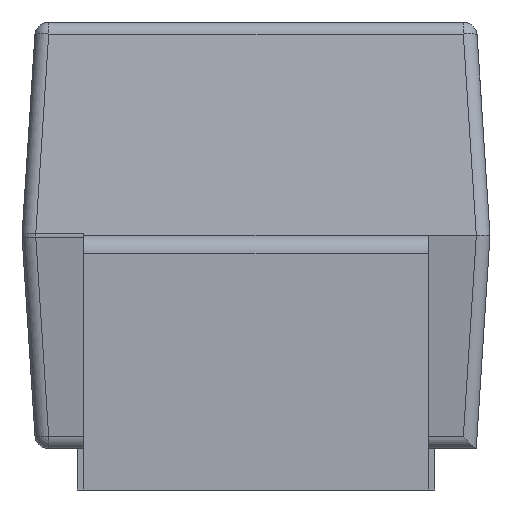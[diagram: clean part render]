
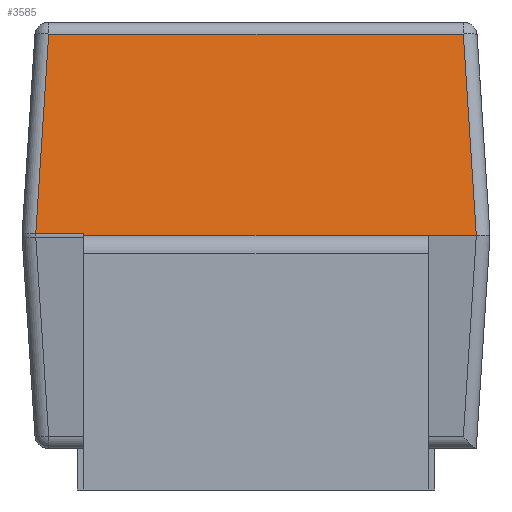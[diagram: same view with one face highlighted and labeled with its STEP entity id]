
A CAD part, front view. The second image highlights one B-rep face of the part: STEP entity #3585.
In plain terms, the highlighted planar face has unit normal (0, -0.992, 0.128).
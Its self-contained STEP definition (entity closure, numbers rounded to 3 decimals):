
#582=FACE_OUTER_BOUND('',#788,.T.);
#788=EDGE_LOOP('',(#3166,#3167,#3168,#3169,#3170,#3171,#3172));
#1026=LINE('',#6836,#1319);
#1046=LINE('',#6934,#1339);
#1048=LINE('',#6937,#1341);
#1049=LINE('',#6939,#1342);
#1050=LINE('',#6942,#1343);
#1051=LINE('',#6944,#1344);
#1052=LINE('',#6945,#1345);
#1319=VECTOR('',#4095,10.);
#1339=VECTOR('',#4227,10.);
#1341=VECTOR('',#4231,10.);
#1342=VECTOR('',#4234,10.);
#1343=VECTOR('',#4237,10.);
#1344=VECTOR('',#4238,10.);
#1345=VECTOR('',#4239,10.);
#1683=VERTEX_POINT('',#6828);
#1686=VERTEX_POINT('',#6834);
#1704=VERTEX_POINT('',#6916);
#1705=VERTEX_POINT('',#6922);
#1707=VERTEX_POINT('',#6931);
#1709=VERTEX_POINT('',#6941);
#1710=VERTEX_POINT('',#6943);
#2156=EDGE_CURVE('',#1686,#1683,#1026,.T.);
#2208=EDGE_CURVE('',#1707,#1705,#1046,.T.);
#2210=EDGE_CURVE('',#1705,#1704,#1048,.T.);
#2211=EDGE_CURVE('',#1704,#1686,#1049,.T.);
#2212=EDGE_CURVE('',#1709,#1707,#1050,.T.);
#2213=EDGE_CURVE('',#1710,#1709,#1051,.T.);
#2214=EDGE_CURVE('',#1683,#1710,#1052,.T.);
#3166=ORIENTED_EDGE('',*,*,#2156,.F.);
#3167=ORIENTED_EDGE('',*,*,#2211,.F.);
#3168=ORIENTED_EDGE('',*,*,#2210,.F.);
#3169=ORIENTED_EDGE('',*,*,#2208,.F.);
#3170=ORIENTED_EDGE('',*,*,#2212,.F.);
#3171=ORIENTED_EDGE('',*,*,#2213,.F.);
#3172=ORIENTED_EDGE('',*,*,#2214,.F.);
#3390=PLANE('',#3744);
#3585=ADVANCED_FACE('',(#582),#3390,.F.);
#3744=AXIS2_PLACEMENT_3D('',#6940,#4235,#4236);
#4095=DIRECTION('',(0.064,-0.128,-0.99));
#4227=DIRECTION('',(-1.,0.,0.));
#4231=DIRECTION('',(0.064,0.128,0.99));
#4234=DIRECTION('',(1.,0.,0.));
#4235=DIRECTION('center_axis',(0.,0.992,-0.128));
#4236=DIRECTION('ref_axis',(0.,0.128,0.992));
#4237=DIRECTION('',(0.,0.128,0.992));
#4238=DIRECTION('',(-1.,0.,0.));
#4239=DIRECTION('',(-1.,0.,0.));
#6828=CARTESIAN_POINT('',(0.8,-1.65,0.925));
#6834=CARTESIAN_POINT('',(0.753,-1.556,1.656));
#6836=CARTESIAN_POINT('',(0.767,-1.584,1.434));
#6916=CARTESIAN_POINT('',(-0.753,-1.556,1.656));
#6922=CARTESIAN_POINT('',(-0.8,-1.649,0.931));
#6931=CARTESIAN_POINT('',(-0.625,-1.649,0.931));
#6934=CARTESIAN_POINT('',(0.,-1.649,0.931));
#6937=CARTESIAN_POINT('',(-0.792,-1.633,1.053));
#6939=CARTESIAN_POINT('',(-0.4,-1.556,1.656));
#6940=CARTESIAN_POINT('Origin',(0.,-1.65,0.925));
#6941=CARTESIAN_POINT('',(-0.625,-1.65,0.925));
#6942=CARTESIAN_POINT('',(-0.625,-1.708,0.474));
#6943=CARTESIAN_POINT('',(0.625,-1.65,0.925));
#6944=CARTESIAN_POINT('',(0.,-1.65,0.925));
#6945=CARTESIAN_POINT('',(0.,-1.65,0.925));
